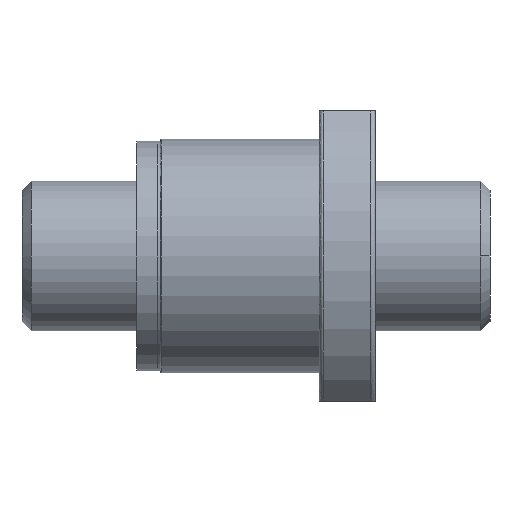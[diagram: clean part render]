
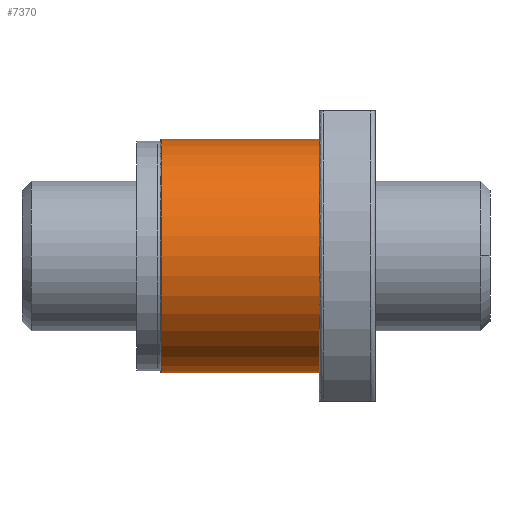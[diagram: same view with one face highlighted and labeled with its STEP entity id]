
A CAD part, front view. The second image highlights one B-rep face of the part: STEP entity #7370.
In plain terms, the highlighted cylindrical face has radius 25 mm (diameter 50 mm), a partial arc.
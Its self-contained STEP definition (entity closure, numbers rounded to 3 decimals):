
#641 = EDGE_LOOP ( 'NONE', ( #23768, #9580, #2121, #22911 ) ) ;
#898 = CARTESIAN_POINT ( 'NONE',  ( 13.5, 0., 25. ) ) ;
#1138 = DIRECTION ( 'NONE',  ( 1., 0., 0. ) ) ;
#1477 = EDGE_CURVE ( 'NONE', #14329, #16628, #15196, .T. ) ;
#2121 = ORIENTED_EDGE ( 'NONE', *, *, #5374, .T. ) ;
#4273 = AXIS2_PLACEMENT_3D ( 'NONE', #15428, #19384, #11993 ) ;
#4341 = AXIS2_PLACEMENT_3D ( 'NONE', #4717, #1138, #4968 ) ;
#4717 = CARTESIAN_POINT ( 'NONE',  ( -20.2, 0., 0. ) ) ;
#4968 = DIRECTION ( 'NONE',  ( 0., 0., 1. ) ) ;
#5374 = EDGE_CURVE ( 'NONE', #16628, #16173, #8359, .T. ) ;
#5392 = CYLINDRICAL_SURFACE ( 'NONE', #16067, 25. ) ;
#5562 = DIRECTION ( 'NONE',  ( -1., 0., 0. ) ) ;
#6818 = CARTESIAN_POINT ( 'NONE',  ( -20.2, 0., 25. ) ) ;
#7370 = ADVANCED_FACE ( 'NONE', ( #15585 ), #5392, .T. ) ;
#7508 = EDGE_CURVE ( 'NONE', #14329, #12945, #23166, .T. ) ;
#8359 = LINE ( 'NONE', #21033, #15338 ) ;
#9580 = ORIENTED_EDGE ( 'NONE', *, *, #1477, .T. ) ;
#11479 = VECTOR ( 'NONE', #5562, 1000. ) ;
#11485 = DIRECTION ( 'NONE',  ( -1., 0., 0. ) ) ;
#11993 = DIRECTION ( 'NONE',  ( 0., 0., 1. ) ) ;
#12775 = CARTESIAN_POINT ( 'NONE',  ( -63.209, 0., -25. ) ) ;
#12945 = VERTEX_POINT ( 'NONE', #21300 ) ;
#14329 = VERTEX_POINT ( 'NONE', #19866 ) ;
#15196 = CIRCLE ( 'NONE', #4273, 25. ) ;
#15338 = VECTOR ( 'NONE', #11485, 1000. ) ;
#15428 = CARTESIAN_POINT ( 'NONE',  ( 13.5, 0., 0. ) ) ;
#15542 = CIRCLE ( 'NONE', #4341, 25. ) ;
#15585 = FACE_OUTER_BOUND ( 'NONE', #641, .T. ) ;
#16067 = AXIS2_PLACEMENT_3D ( 'NONE', #16304, #16146, #19756 ) ;
#16146 = DIRECTION ( 'NONE',  ( -1., 0., 0. ) ) ;
#16173 = VERTEX_POINT ( 'NONE', #6818 ) ;
#16304 = CARTESIAN_POINT ( 'NONE',  ( -63.209, 0., 0. ) ) ;
#16628 = VERTEX_POINT ( 'NONE', #898 ) ;
#19384 = DIRECTION ( 'NONE',  ( -1., 0., 0. ) ) ;
#19756 = DIRECTION ( 'NONE',  ( 0., 0., 1. ) ) ;
#19866 = CARTESIAN_POINT ( 'NONE',  ( 13.5, 0., -25. ) ) ;
#21033 = CARTESIAN_POINT ( 'NONE',  ( -63.209, 0., 25. ) ) ;
#21300 = CARTESIAN_POINT ( 'NONE',  ( -20.2, 0., -25. ) ) ;
#21653 = EDGE_CURVE ( 'NONE', #16173, #12945, #15542, .T. ) ;
#22911 = ORIENTED_EDGE ( 'NONE', *, *, #21653, .T. ) ;
#23166 = LINE ( 'NONE', #12775, #11479 ) ;
#23768 = ORIENTED_EDGE ( 'NONE', *, *, #7508, .F. ) ;
